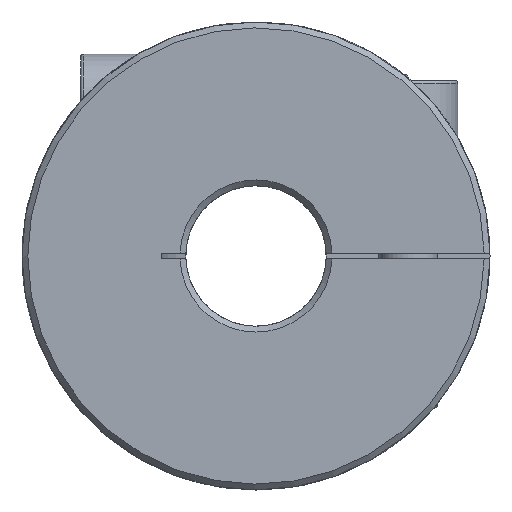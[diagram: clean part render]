
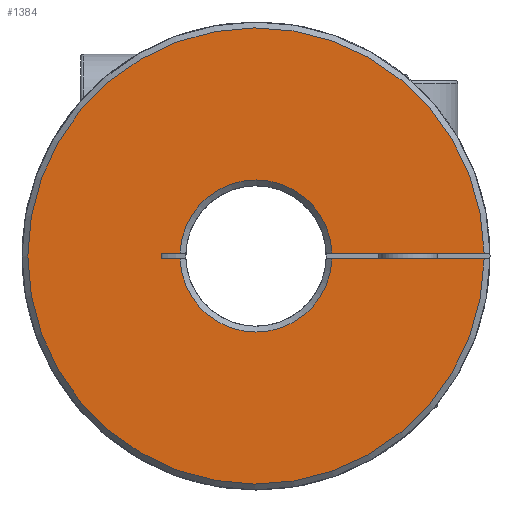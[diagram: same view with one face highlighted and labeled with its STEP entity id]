
A CAD part, left-side view. The second image highlights one B-rep face of the part: STEP entity #1384.
In plain terms, the highlighted planar face has unit normal (-1, 0, 0).
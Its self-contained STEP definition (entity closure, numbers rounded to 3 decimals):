
#281 = VERTEX_POINT ( 'NONE', #505 ) ;
#282 = VERTEX_POINT ( 'NONE', #506 ) ;
#295 = VERTEX_POINT ( 'NONE', #519 ) ;
#296 = VERTEX_POINT ( 'NONE', #520 ) ;
#297 = VERTEX_POINT ( 'NONE', #521 ) ;
#298 = VERTEX_POINT ( 'NONE', #522 ) ;
#299 = VERTEX_POINT ( 'NONE', #523 ) ;
#300 = VERTEX_POINT ( 'NONE', #524 ) ;
#505 = CARTESIAN_POINT ( 'NONE',  ( -25., -6.495, 0.25 ) ) ;
#506 = CARTESIAN_POINT ( 'NONE',  ( -25., 6.495, 0.25 ) ) ;
#519 = CARTESIAN_POINT ( 'NONE',  ( -25., -19.498, -0.25 ) ) ;
#520 = CARTESIAN_POINT ( 'NONE',  ( -25., -6.495, -0.25 ) ) ;
#521 = CARTESIAN_POINT ( 'NONE',  ( -25., 6.495, -0.25 ) ) ;
#522 = CARTESIAN_POINT ( 'NONE',  ( -25., 8.042, -0.25 ) ) ;
#523 = CARTESIAN_POINT ( 'NONE',  ( -25., 8.042, 0.25 ) ) ;
#524 = CARTESIAN_POINT ( 'NONE',  ( -25., -19.498, 0.25 ) ) ;
#696 = CARTESIAN_POINT ( 'NONE',  ( -25., 0., 0. ) ) ;
#701 = DIRECTION ( 'NONE',  ( -1., 0., 0. ) ) ;
#702 = DIRECTION ( 'NONE',  ( 0., 1., 0. ) ) ;
#738 = CARTESIAN_POINT ( 'NONE',  ( -25., 8.042, -0.25 ) ) ;
#779 = DIRECTION ( 'NONE',  ( 0., 1., 0. ) ) ;
#784 = CARTESIAN_POINT ( 'NONE',  ( -25., 8.042, 0.25 ) ) ;
#785 = DIRECTION ( 'NONE',  ( 0., 1., 0. ) ) ;
#829 = EDGE_CURVE ( 'NONE', #281, #282, #2176, .T. ) ;
#845 = EDGE_CURVE ( 'NONE', #297, #298, #2191, .T. ) ;
#847 = EDGE_CURVE ( 'NONE', #282, #299, #2196, .T. ) ;
#852 = EDGE_CURVE ( 'NONE', #297, #296, #2204, .T. ) ;
#853 = EDGE_CURVE ( 'NONE', #295, #296, #2197, .T. ) ;
#854 = EDGE_CURVE ( 'NONE', #298, #299, #2205, .T. ) ;
#855 = EDGE_CURVE ( 'NONE', #300, #281, #2207, .T. ) ;
#857 = EDGE_CURVE ( 'NONE', #295, #300, #2214, .T. ) ;
#1384 = ADVANCED_FACE ( 'NONE', ( #3125 ), #2987, .T. ) ;
#1490 = EDGE_LOOP ( 'NONE', ( #1562, #1563, #1564, #1565, #1566, #1567, #1568, #1569 ) ) ;
#1562 = ORIENTED_EDGE ( 'NONE', *, *, #853, .T. ) ;
#1563 = ORIENTED_EDGE ( 'NONE', *, *, #852, .F. ) ;
#1564 = ORIENTED_EDGE ( 'NONE', *, *, #845, .T. ) ;
#1565 = ORIENTED_EDGE ( 'NONE', *, *, #854, .T. ) ;
#1566 = ORIENTED_EDGE ( 'NONE', *, *, #847, .F. ) ;
#1567 = ORIENTED_EDGE ( 'NONE', *, *, #829, .F. ) ;
#1568 = ORIENTED_EDGE ( 'NONE', *, *, #855, .F. ) ;
#1569 = ORIENTED_EDGE ( 'NONE', *, *, #857, .F. ) ;
#1972 = AXIS2_PLACEMENT_3D ( 'NONE', #696, #701, #702 ) ;
#1982 = AXIS2_PLACEMENT_3D ( 'NONE', #2378, #2380, #2381 ) ;
#1984 = AXIS2_PLACEMENT_3D ( 'NONE', #2367, #2368, #2369 ) ;
#2176 = CIRCLE ( 'NONE', #1972, 6.5 ) ;
#2191 = LINE ( 'NONE', #738, #2195 ) ;
#2193 = VECTOR ( 'NONE', #785, 1000. ) ;
#2195 = VECTOR ( 'NONE', #779, 1000. ) ;
#2196 = LINE ( 'NONE', #784, #2193 ) ;
#2197 = LINE ( 'NONE', #2370, #2201 ) ;
#2201 = VECTOR ( 'NONE', #2371, 1000. ) ;
#2204 = CIRCLE ( 'NONE', #1984, 6.5 ) ;
#2205 = LINE ( 'NONE', #2372, #2206 ) ;
#2206 = VECTOR ( 'NONE', #2373, 1000. ) ;
#2207 = LINE ( 'NONE', #2374, #2208 ) ;
#2208 = VECTOR ( 'NONE', #2375, 1000. ) ;
#2214 = CIRCLE ( 'NONE', #1982, 19.5 ) ;
#2367 = CARTESIAN_POINT ( 'NONE',  ( -25., 0., 0. ) ) ;
#2368 = DIRECTION ( 'NONE',  ( -1., 0., 0. ) ) ;
#2369 = DIRECTION ( 'NONE',  ( 0., 1., 0. ) ) ;
#2370 = CARTESIAN_POINT ( 'NONE',  ( -25., 8.042, -0.25 ) ) ;
#2371 = DIRECTION ( 'NONE',  ( 0., 1., 0. ) ) ;
#2372 = CARTESIAN_POINT ( 'NONE',  ( -25., 8.042, -0.25 ) ) ;
#2373 = DIRECTION ( 'NONE',  ( 0., 0., 1. ) ) ;
#2374 = CARTESIAN_POINT ( 'NONE',  ( -25., 8.042, 0.25 ) ) ;
#2375 = DIRECTION ( 'NONE',  ( 0., 1., 0. ) ) ;
#2378 = CARTESIAN_POINT ( 'NONE',  ( -25., 0., 0. ) ) ;
#2380 = DIRECTION ( 'NONE',  ( 1., 0., 0. ) ) ;
#2381 = DIRECTION ( 'NONE',  ( 0., 1., 0. ) ) ;
#2984 = CARTESIAN_POINT ( 'NONE',  ( -25., 0., 0. ) ) ;
#2987 = PLANE ( 'NONE',  #3341 ) ;
#3125 = FACE_OUTER_BOUND ( 'NONE', #1490, .T. ) ;
#3341 = AXIS2_PLACEMENT_3D ( 'NONE', #2984, #3492, #3493 ) ;
#3492 = DIRECTION ( 'NONE',  ( -1., 0., 0. ) ) ;
#3493 = DIRECTION ( 'NONE',  ( 0., 1., 0. ) ) ;
